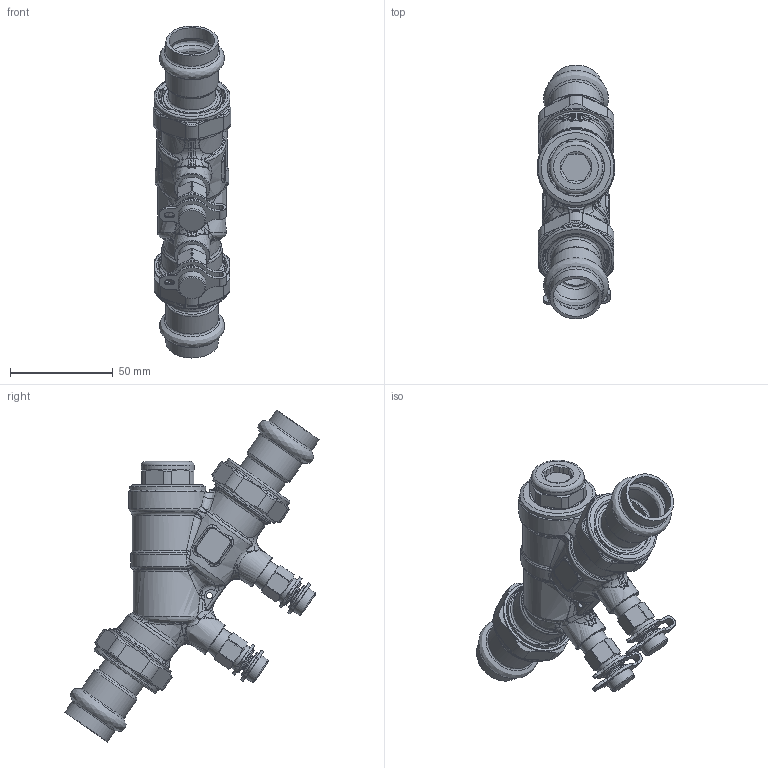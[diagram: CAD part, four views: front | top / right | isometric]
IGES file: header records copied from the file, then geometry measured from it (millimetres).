
Global section: file name: 128556AF_Simplify_1; native system: Autodesk Inventor 2025; preprocessor: unknown; author: ischreiner; date: 20250722.111348; units: inch
Bounding box: 37.98 x 123.85 x 161.74 mm (x, y, z)
Volume: 161782.3 mm3; surface area: 44978.6 mm2
Topology: 7 solids, 7 shells, 1313 faces, 3207 edges, 1889 vertices
Faces by surface type: bspline 1313
